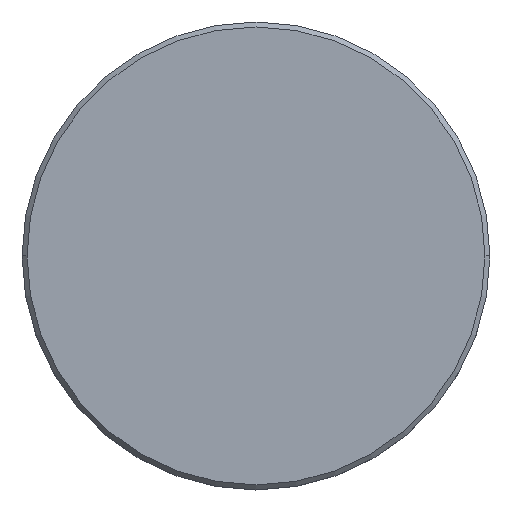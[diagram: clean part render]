
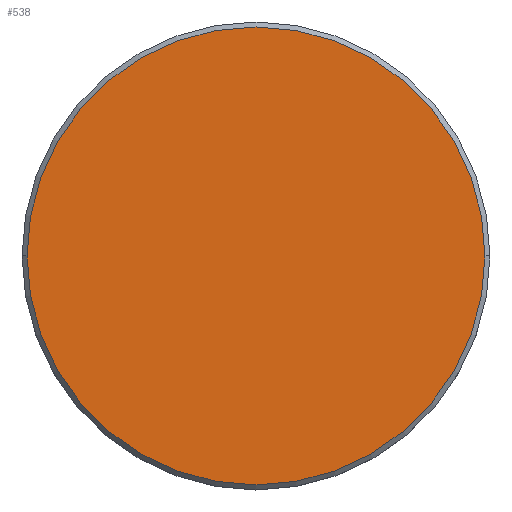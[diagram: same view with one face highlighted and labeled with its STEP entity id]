
A CAD part, top view. The second image highlights one B-rep face of the part: STEP entity #538.
In plain terms, the highlighted planar face has unit normal (0, 0, 1).
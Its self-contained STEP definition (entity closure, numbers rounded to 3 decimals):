
#4 = EDGE_LOOP ( 'NONE', ( #709, #1053 ) ) ;
#93 = DIRECTION ( 'NONE',  ( 1., 0., 0. ) ) ;
#119 = FACE_OUTER_BOUND ( 'NONE', #4, .T. ) ;
#123 = DIRECTION ( 'NONE',  ( 0., 0., 1. ) ) ;
#343 = DIRECTION ( 'NONE',  ( 0., 0., 1. ) ) ;
#472 = CIRCLE ( 'NONE', #873, 23. ) ;
#523 = CARTESIAN_POINT ( 'NONE',  ( 0., 0., 0. ) ) ;
#538 = ADVANCED_FACE ( 'NONE', ( #119 ), #943, .T. ) ;
#572 = AXIS2_PLACEMENT_3D ( 'NONE', #523, #1180, #998 ) ;
#663 = DIRECTION ( 'NONE',  ( 1., 0., 0. ) ) ;
#709 = ORIENTED_EDGE ( 'NONE', *, *, #1107, .T. ) ;
#734 = VERTEX_POINT ( 'NONE', #751 ) ;
#736 = CARTESIAN_POINT ( 'NONE',  ( 0., 0., 0. ) ) ;
#751 = CARTESIAN_POINT ( 'NONE',  ( 23., 0., 0. ) ) ;
#787 = EDGE_CURVE ( 'NONE', #734, #1085, #472, .T. ) ;
#873 = AXIS2_PLACEMENT_3D ( 'NONE', #736, #123, #663 ) ;
#943 = PLANE ( 'NONE',  #1111 ) ;
#998 = DIRECTION ( 'NONE',  ( 1., 0., 0. ) ) ;
#1053 = ORIENTED_EDGE ( 'NONE', *, *, #787, .T. ) ;
#1071 = CIRCLE ( 'NONE', #572, 23. ) ;
#1085 = VERTEX_POINT ( 'NONE', #1174 ) ;
#1107 = EDGE_CURVE ( 'NONE', #1085, #734, #1071, .T. ) ;
#1111 = AXIS2_PLACEMENT_3D ( 'NONE', #1165, #343, #93 ) ;
#1165 = CARTESIAN_POINT ( 'NONE',  ( 0., 0., 0. ) ) ;
#1174 = CARTESIAN_POINT ( 'NONE',  ( -23., 0., 0. ) ) ;
#1180 = DIRECTION ( 'NONE',  ( 0., 0., 1. ) ) ;
